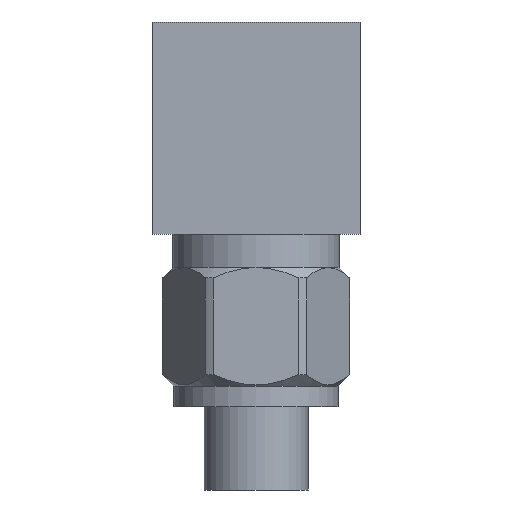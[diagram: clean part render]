
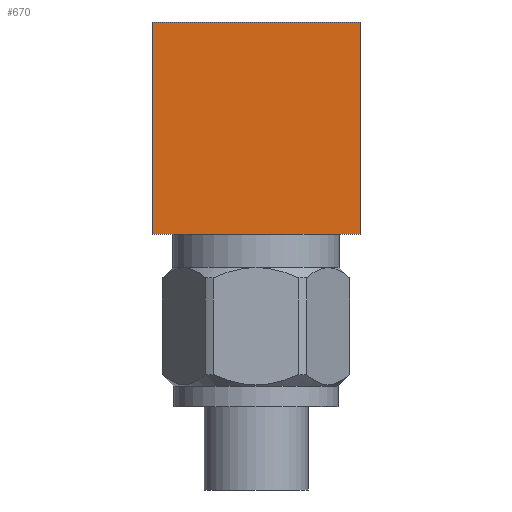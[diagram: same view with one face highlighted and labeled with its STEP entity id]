
A CAD part, left-side view. The second image highlights one B-rep face of the part: STEP entity #670.
In plain terms, the highlighted planar face has unit normal (-1, 0, 0).
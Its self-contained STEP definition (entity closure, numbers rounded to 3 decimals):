
#49=LINE('',#1013,#84);
#51=LINE('',#1019,#86);
#57=LINE('',#1031,#92);
#61=LINE('',#1040,#96);
#84=VECTOR('',#828,10.);
#86=VECTOR('',#834,10.);
#92=VECTOR('',#844,10.2);
#96=VECTOR('',#856,10.2);
#121=PLANE('',#726);
#162=FACE_OUTER_BOUND('',#214,.T.);
#214=EDGE_LOOP('',(#481,#482,#483,#484));
#294=VERTEX_POINT('',#1010);
#295=VERTEX_POINT('',#1012);
#296=VERTEX_POINT('',#1017);
#297=VERTEX_POINT('',#1018);
#357=EDGE_CURVE('',#294,#295,#49,.T.);
#359=EDGE_CURVE('',#296,#297,#51,.T.);
#366=EDGE_CURVE('',#295,#296,#57,.T.);
#370=EDGE_CURVE('',#297,#294,#61,.T.);
#481=ORIENTED_EDGE('',*,*,#357,.F.);
#482=ORIENTED_EDGE('',*,*,#370,.F.);
#483=ORIENTED_EDGE('',*,*,#359,.F.);
#484=ORIENTED_EDGE('',*,*,#366,.F.);
#670=ADVANCED_FACE('',(#162),#121,.T.);
#726=AXIS2_PLACEMENT_3D('',#1039,#854,#855);
#828=DIRECTION('',(0.,-1.,0.));
#834=DIRECTION('',(0.,1.,0.));
#844=DIRECTION('',(0.,0.,-1.));
#854=DIRECTION('center_axis',(-1.,0.,0.));
#855=DIRECTION('ref_axis',(0.,0.,1.));
#856=DIRECTION('',(0.,0.,1.));
#1010=CARTESIAN_POINT('',(-5.9,5.,18.5));
#1012=CARTESIAN_POINT('',(-5.9,-5.,18.5));
#1013=CARTESIAN_POINT('',(-5.9,0.,18.5));
#1017=CARTESIAN_POINT('',(-5.9,-5.,8.3));
#1018=CARTESIAN_POINT('',(-5.9,5.,8.3));
#1019=CARTESIAN_POINT('',(-5.9,0.,8.3));
#1031=CARTESIAN_POINT('',(-5.9,-5.,18.5));
#1039=CARTESIAN_POINT('Origin',(-5.9,0.,8.3));
#1040=CARTESIAN_POINT('',(-5.9,5.,18.5));
